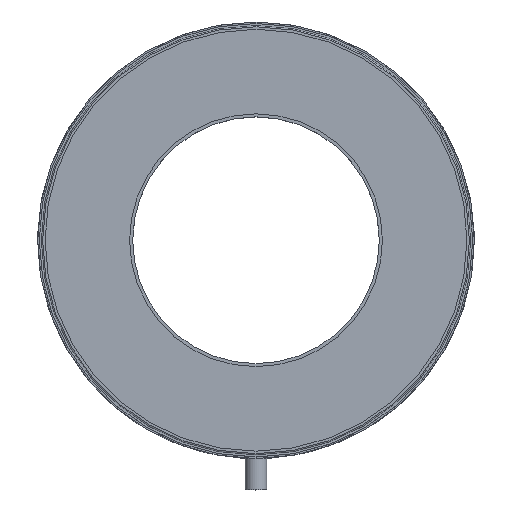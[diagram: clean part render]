
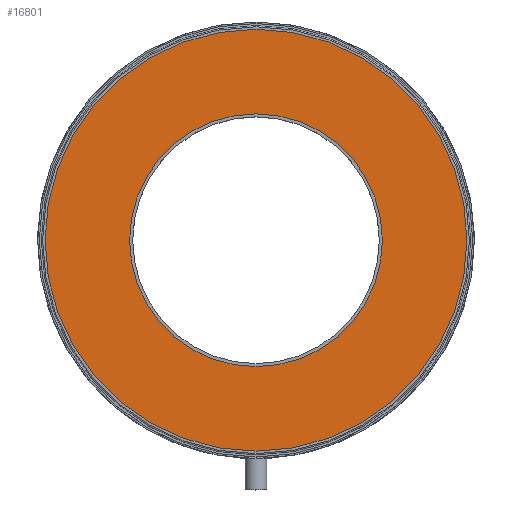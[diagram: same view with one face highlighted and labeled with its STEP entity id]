
A CAD part, top view. The second image highlights one B-rep face of the part: STEP entity #16801.
In plain terms, the highlighted planar face has unit normal (0, 0, 1).
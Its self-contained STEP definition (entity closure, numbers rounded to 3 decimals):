
#4212=FACE_BOUND('',#6154,.T.);
#5090=FACE_OUTER_BOUND('',#6153,.T.);
#6153=EDGE_LOOP('',(#14458));
#6154=EDGE_LOOP('',(#14459));
#6219=CIRCLE('',#16873,20.7);
#6220=CIRCLE('',#16875,34.55);
#6295=VERTEX_POINT('',#20131);
#6296=VERTEX_POINT('',#20134);
#7826=EDGE_CURVE('',#6295,#6295,#6219,.T.);
#7827=EDGE_CURVE('',#6296,#6296,#6220,.T.);
#14458=ORIENTED_EDGE('',*,*,#7827,.T.);
#14459=ORIENTED_EDGE('',*,*,#7826,.T.);
#15005=PLANE('',#17369);
#16801=ADVANCED_FACE('',(#5090,#4212),#15005,.F.);
#16873=AXIS2_PLACEMENT_3D('',#20132,#17483,#17484);
#16875=AXIS2_PLACEMENT_3D('',#20135,#17487,#17488);
#17369=AXIS2_PLACEMENT_3D('',#36696,#19828,#19829);
#17483=DIRECTION('center_axis',(0.,0.,
-1.));
#17484=DIRECTION('ref_axis',(0.,-1.,0.));
#17487=DIRECTION('center_axis',(0.,0.,
1.));
#17488=DIRECTION('ref_axis',(0.,-1.,0.));
#19828=DIRECTION('center_axis',(0.,0.,
-1.));
#19829=DIRECTION('ref_axis',(-0.807,-0.59,0.));
#20131=CARTESIAN_POINT('',(0.,20.7,12.25));
#20132=CARTESIAN_POINT('Origin',(0.,0.,
12.25));
#20134=CARTESIAN_POINT('',(0.,34.55,12.25));
#20135=CARTESIAN_POINT('Origin',(0.,0.,
12.25));
#36696=CARTESIAN_POINT('Origin',(0.,0.,
12.25));
